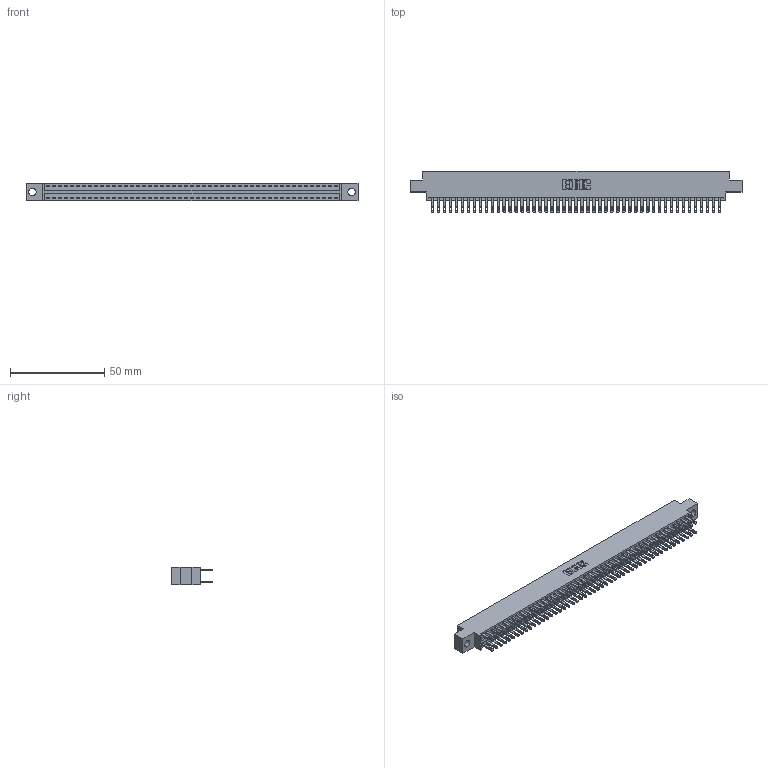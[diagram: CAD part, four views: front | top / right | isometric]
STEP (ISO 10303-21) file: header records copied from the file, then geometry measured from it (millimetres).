
FILE_DESCRIPTION (( 'STEP AP203' ), '1' );
FILE_NAME ('346-098-500-804.STEP', '2018-08-30T08:10:35', ( '' ), ( '' ), 'SwSTEP 2.0', 'SolidWorks 2016', '' );
FILE_SCHEMA (( 'CONFIG_CONTROL_DESIGN' ));
Length unit declared in the file: inch
Products named in the file (3): 346 Part_0.170 Offset - 0.156 Dia-TH; 345-292-001_345-293-100; 346-098-500-804
Assembly tree (99 placements, depth 2):
  346-098-500-804
    346 Part_0.170 Offset - 0.156 Dia-TH
    345-292-001_345-293-100  x98
Bounding box: 176.15 x 21.84 x 9.4 mm (x, y, z)
Volume: 17288.1 mm3; surface area: 24892.3 mm2
Topology: 99 solids, 99 shells, 4830 faces, 14747 edges, 9830 vertices
Faces by surface type: plane 2922, cylinder 1908
Entity records: 31101 total; most frequent: CARTESIAN_POINT 5116, ORIENTED_EDGE 5050, DIRECTION 4561, EDGE_CURVE 2525, VECTOR 2193, LINE 2193, VERTEX_POINT 1682, AXIS2_PLACEMENT_3D 1184
